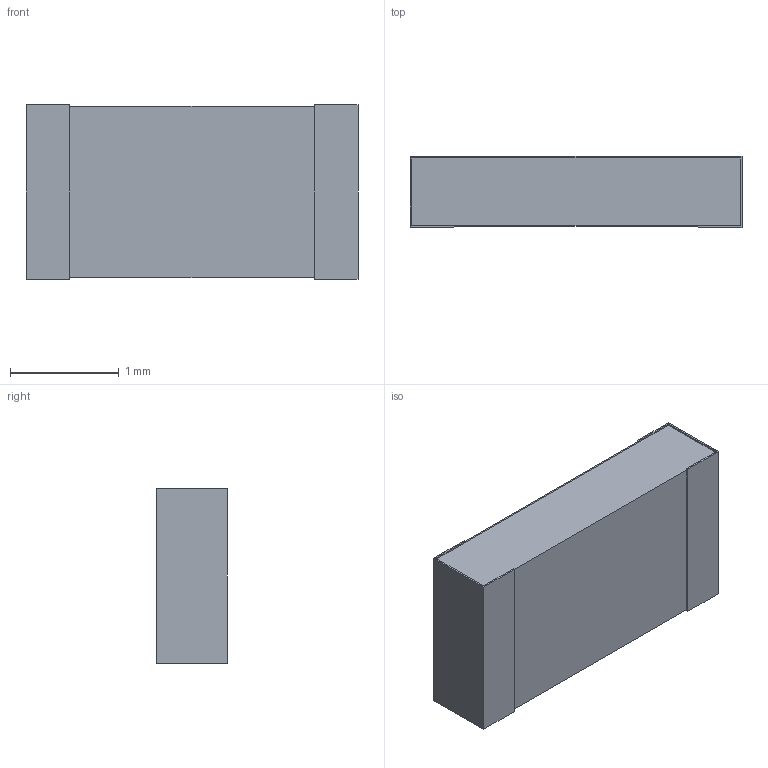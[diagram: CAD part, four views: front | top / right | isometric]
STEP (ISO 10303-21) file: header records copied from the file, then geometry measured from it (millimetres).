
FILE_DESCRIPTION(/* description */ (''),/* implementation_level */ '2;1');
FILE_NAME(/* name */ 'RPCQ1206.stp',/* time_stamp */ '2025-05-12T14:26:00-04:00',/* author */ ('dmullane'),/* organization */ (''),/* preprocessor_version */ 'ST-DEVELOPER v20',/* originating_system */ 'Autodesk Inventor 2025',/* authorisation */ '');
FILE_SCHEMA (('AUTOMOTIVE_DESIGN { 1 0 10303 214 3 1 1 }'));
Length unit declared in the file: millimetre
Products named in the file (1): RPCQ1206
Bounding box: 3.05 x 0.65 x 1.6 mm (x, y, z)
Volume: 3.1 mm3; surface area: 22.9 mm2
Topology: 2 solids, 2 shells, 36 faces, 88 edges, 56 vertices
Faces by surface type: plane 36
Entity records: 1133 total; most frequent: CARTESIAN_POINT 181, ORIENTED_EDGE 176, DIRECTION 162, LINE 88, VECTOR 88, EDGE_CURVE 88, VERTEX_POINT 56, STYLED_ITEM 38
